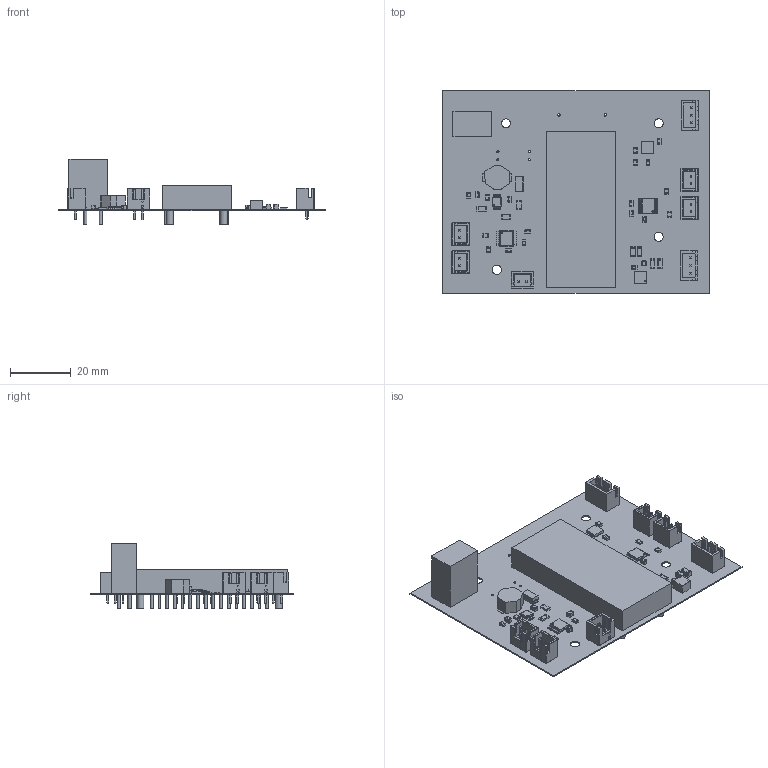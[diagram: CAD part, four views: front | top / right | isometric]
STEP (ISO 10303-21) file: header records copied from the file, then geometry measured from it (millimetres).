
FILE_DESCRIPTION(('Open CASCADE Model'),'2;1');
FILE_NAME('Open CASCADE Shape Model','2023-11-29T20:34:54',('Author'),( 'Open CASCADE'),'Open CASCADE STEP processor 7.5','Open CASCADE 7.5' ,'Unknown');
FILE_SCHEMA(('AUTOMOTIVE_DESIGN { 1 0 10303 214 1 1 1 1 }'));
Length unit declared in the file: millimetre
Products named in the file (169): PCB; Board; Open CASCADE STEP translator 7.5 1.1.1; D1; 8283421552; Chamfer; FilletPin1; FilletPin2; L2; 5990609344; body_SSMC_4030; land_pattern_SSMC_4020; SER0039_OUT; Conn_JST_B3B-XH-A_LF_SN_eec; Body; Pins; Marking; JST Logo; SW_IN; Conn_JST_B2B-XH-A_LF_SN_eec; 1; B2B-XH-A; JST Logo adjustable; R12; 5936750400; solidBody; Terminal; solidTop; R11; 5936750640; R10; R9; 6065979040; R8; 6065986240; R7; R6; 5990608864; R5; R4 ...
Assembly tree (213 placements, depth 5):
  PCB
    Board
      Open CASCADE STEP translator 7.5 1.1.1
    D1
      8283421552
        Chamfer
        FilletPin1
        FilletPin2
    L2
      5990609344
        body_SSMC_4030
        land_pattern_SSMC_4020  x2
    SER0039_OUT
      Conn_JST_B3B-XH-A_LF_SN_eec
        Body
        Pins
        Marking
        JST Logo
    SW_IN
      Conn_JST_B2B-XH-A_LF_SN_eec
        1
          1
          B2B-XH-A
          JST Logo adjustable
    R12
      5936750400
        solidBody
        Terminal
        solidTop
    R11
      5936750640
        solidBody
        Terminal
        solidTop
    R10
    R9
      6065979040
        solidBody
        Terminal
        solidTop
    R8
      6065986240
        solidBody
        Terminal
        solidTop
    R7
    R6
      5990608864
        solidBody
        Terminal
        solidTop
    R5
      6065979040
        solidBody
        Terminal
        solidTop
    R4
    R3
      6065979120
        term1
Bounding box: 88.14 x 66.93 x 21.68 mm (x, y, z)
Volume: 21232.6 mm3; surface area: 40718.3 mm2
Topology: 1257 solids, 1257 shells, 6398 faces, 10702 edges, 6682 vertices
Faces by surface type: plane 4110, cylinder 1902, sphere 254, torus 70, bspline 62
Full cylindrical faces by diameter (mm): 0.375 x1, 0.55 x2, 0.7 x4, 0.8 x2, 0.9 x6, 0.91 x896, 1 x14, 1.11 x28, 1.2 x4, 2.34 x128, 3 x4
Entity records: 66440 total; most frequent: CARTESIAN_POINT 11019, DIRECTION 10752, ORIENTED_EDGE 9912, EDGE_CURVE 4956, LINE 3794, VECTOR 3794, AXIS2_PLACEMENT_3D 3479, VERTEX_POINT 3146
